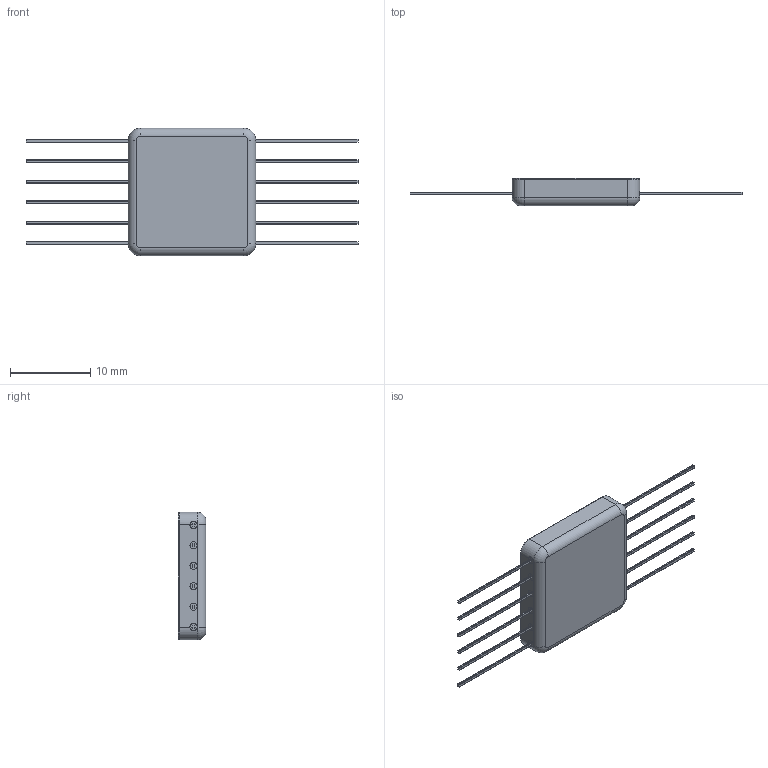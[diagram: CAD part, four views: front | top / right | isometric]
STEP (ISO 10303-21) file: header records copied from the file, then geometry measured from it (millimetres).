
FILE_DESCRIPTION (( 'STEP AP214' ), '1' );
FILE_NAME ('QT130.STEP', '2023-08-09T23:28:40', ( '' ), ( '' ), 'SwSTEP 2.0', 'SolidWorks 2022', '' );
FILE_SCHEMA (( 'AUTOMOTIVE_DESIGN' ));
Length unit declared in the file: inch
Products named in the file (1): QT130
Bounding box: 41.27 x 3.43 x 15.88 mm (x, y, z)
Volume: 367.8 mm3; surface area: 1608.2 mm2
Topology: 20 solids, 20 shells, 495 faces, 1299 edges, 862 vertices
Faces by surface type: plane 261, cylinder 174, bspline 52, torus 8
Entity records: 25393 total; most frequent: CARTESIAN_POINT 6469, ORIENTED_EDGE 2598, DIRECTION 2407, EDGE_CURVE 1299, VERTEX_POINT 862, VECTOR 807, LINE 807, AXIS2_PLACEMENT_3D 800
